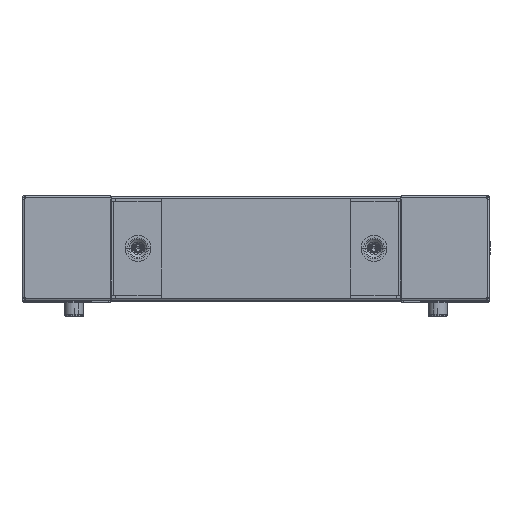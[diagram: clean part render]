
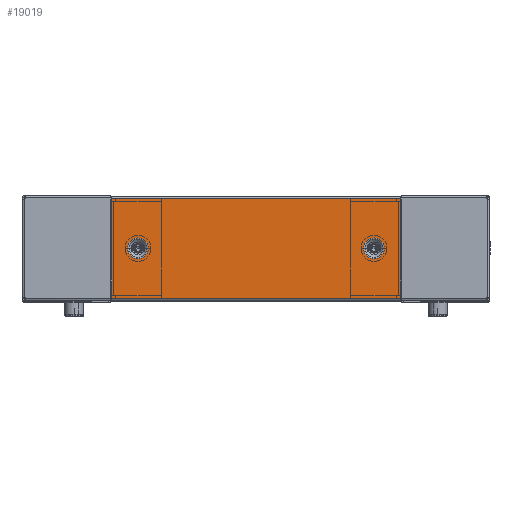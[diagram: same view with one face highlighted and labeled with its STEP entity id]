
A CAD part, top view. The second image highlights one B-rep face of the part: STEP entity #19019.
In plain terms, the highlighted face is planar.
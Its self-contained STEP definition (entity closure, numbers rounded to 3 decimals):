
#357 = CARTESIAN_POINT ( 'NONE',  ( -103.5, 0., 0. ) ) ;
#595 = CARTESIAN_POINT ( 'NONE',  ( -139., -47.9, 0. ) ) ;
#605 = CARTESIAN_POINT ( 'NONE',  ( 123.5, 0., 0. ) ) ;
#655 = CARTESIAN_POINT ( 'NONE',  ( -123.5, 0., 0. ) ) ;
#659 = CARTESIAN_POINT ( 'NONE',  ( -139., 47.9, 0. ) ) ;
#698 = CARTESIAN_POINT ( 'NONE',  ( 139., -47.9, 0. ) ) ;
#718 = CARTESIAN_POINT ( 'NONE',  ( 139., 47.9, 0. ) ) ;
#996 = CARTESIAN_POINT ( 'NONE',  ( 103.5, 0., 0. ) ) ;
#4557 = EDGE_CURVE ( 'NONE', #25950, #25682, #11787, .T. ) ;
#4575 = EDGE_CURVE ( 'NONE', #25639, #25619, #11769, .T. ) ;
#4585 = EDGE_CURVE ( 'NONE', #25682, #25950, #11741, .T. ) ;
#4586 = EDGE_CURVE ( 'NONE', #25678, #25740, #11748, .T. ) ;
#4587 = EDGE_CURVE ( 'NONE', #25639, #25740, #11742, .T. ) ;
#4588 = EDGE_CURVE ( 'NONE', #25678, #25619, #11743, .T. ) ;
#4590 = EDGE_CURVE ( 'NONE', #25458, #25732, #11730, .T. ) ;
#8547 = EDGE_LOOP ( 'NONE', ( #15041, #15042 ) ) ;
#8549 = EDGE_LOOP ( 'NONE', ( #15043, #15044, #15046, #15048 ) ) ;
#8550 = EDGE_LOOP ( 'NONE', ( #15050, #15051 ) ) ;
#9375 = CIRCLE ( 'NONE', #19950, 10. ) ;
#9716 = CARTESIAN_POINT ( 'NONE',  ( -139., -48., 0. ) ) ;
#9757 = DIRECTION ( 'NONE',  ( 1., 0., 0. ) ) ;
#10084 = PLANE ( 'NONE',  #18541 ) ;
#10203 = DIRECTION ( 'NONE',  ( 0., 0., 1. ) ) ;
#10417 = EDGE_CURVE ( 'NONE', #25732, #25458, #9375, .T. ) ;
#11730 = CIRCLE ( 'NONE', #22874, 10. ) ;
#11738 = VECTOR ( 'NONE', #16902, 1000. ) ;
#11740 = VECTOR ( 'NONE', #17319, 1000. ) ;
#11741 = CIRCLE ( 'NONE', #22868, 10. ) ;
#11742 = LINE ( 'NONE', #16351, #11740 ) ;
#11743 = LINE ( 'NONE', #16371, #11738 ) ;
#11747 = VECTOR ( 'NONE', #16364, 1000. ) ;
#11748 = LINE ( 'NONE', #17021, #11747 ) ;
#11764 = VECTOR ( 'NONE', #17263, 1000. ) ;
#11769 = LINE ( 'NONE', #16457, #11764 ) ;
#11787 = CIRCLE ( 'NONE', #22906, 10. ) ;
#15041 = ORIENTED_EDGE ( 'NONE', *, *, #4557, .T. ) ;
#15042 = ORIENTED_EDGE ( 'NONE', *, *, #4585, .T. ) ;
#15043 = ORIENTED_EDGE ( 'NONE', *, *, #4587, .T. ) ;
#15044 = ORIENTED_EDGE ( 'NONE', *, *, #4586, .F. ) ;
#15046 = ORIENTED_EDGE ( 'NONE', *, *, #4588, .T. ) ;
#15048 = ORIENTED_EDGE ( 'NONE', *, *, #4575, .F. ) ;
#15050 = ORIENTED_EDGE ( 'NONE', *, *, #4590, .F. ) ;
#15051 = ORIENTED_EDGE ( 'NONE', *, *, #10417, .F. ) ;
#16267 = CARTESIAN_POINT ( 'NONE',  ( -113.5, 0., 0. ) ) ;
#16295 = DIRECTION ( 'NONE',  ( 1., 0., 0. ) ) ;
#16351 = CARTESIAN_POINT ( 'NONE',  ( 139., -47.9, 0. ) ) ;
#16364 = DIRECTION ( 'NONE',  ( 0., -1., 0. ) ) ;
#16371 = CARTESIAN_POINT ( 'NONE',  ( -139., 47.9, 0. ) ) ;
#16457 = CARTESIAN_POINT ( 'NONE',  ( 139., 48., 0. ) ) ;
#16823 = CARTESIAN_POINT ( 'NONE',  ( 113.5, 0., 0. ) ) ;
#16896 = DIRECTION ( 'NONE',  ( -1., 0., 0. ) ) ;
#16897 = DIRECTION ( 'NONE',  ( 0., 0., -1. ) ) ;
#16902 = DIRECTION ( 'NONE',  ( 1., 0., 0. ) ) ;
#17021 = CARTESIAN_POINT ( 'NONE',  ( -139., 48., 0. ) ) ;
#17024 = DIRECTION ( 'NONE',  ( 0., 0., 1. ) ) ;
#17026 = DIRECTION ( 'NONE',  ( 1., 0., 0. ) ) ;
#17263 = DIRECTION ( 'NONE',  ( 0., 1., 0. ) ) ;
#17319 = DIRECTION ( 'NONE',  ( -1., 0., 0. ) ) ;
#17359 = CARTESIAN_POINT ( 'NONE',  ( -113.5, 0., 0. ) ) ;
#17627 = DIRECTION ( 'NONE',  ( 0., 0., 1. ) ) ;
#18541 = AXIS2_PLACEMENT_3D ( 'NONE', #9716, #10203, #9757 ) ;
#19019 = ADVANCED_FACE ( 'NONE', ( #24178, #24164, #24159 ), #10084, .F. ) ;
#19950 = AXIS2_PLACEMENT_3D ( 'NONE', #21106, #21124, #21125 ) ;
#21106 = CARTESIAN_POINT ( 'NONE',  ( 113.5, 0., 0. ) ) ;
#21124 = DIRECTION ( 'NONE',  ( 0., 0., -1. ) ) ;
#21125 = DIRECTION ( 'NONE',  ( -1., 0., 0. ) ) ;
#22868 = AXIS2_PLACEMENT_3D ( 'NONE', #17359, #17024, #17026 ) ;
#22874 = AXIS2_PLACEMENT_3D ( 'NONE', #16823, #16897, #16896 ) ;
#22906 = AXIS2_PLACEMENT_3D ( 'NONE', #16267, #17627, #16295 ) ;
#24159 = FACE_BOUND ( 'NONE', #8550, .T. ) ;
#24164 = FACE_OUTER_BOUND ( 'NONE', #8549, .T. ) ;
#24178 = FACE_BOUND ( 'NONE', #8547, .T. ) ;
#25458 = VERTEX_POINT ( 'NONE', #996 ) ;
#25619 = VERTEX_POINT ( 'NONE', #718 ) ;
#25639 = VERTEX_POINT ( 'NONE', #698 ) ;
#25678 = VERTEX_POINT ( 'NONE', #659 ) ;
#25682 = VERTEX_POINT ( 'NONE', #655 ) ;
#25732 = VERTEX_POINT ( 'NONE', #605 ) ;
#25740 = VERTEX_POINT ( 'NONE', #595 ) ;
#25950 = VERTEX_POINT ( 'NONE', #357 ) ;
